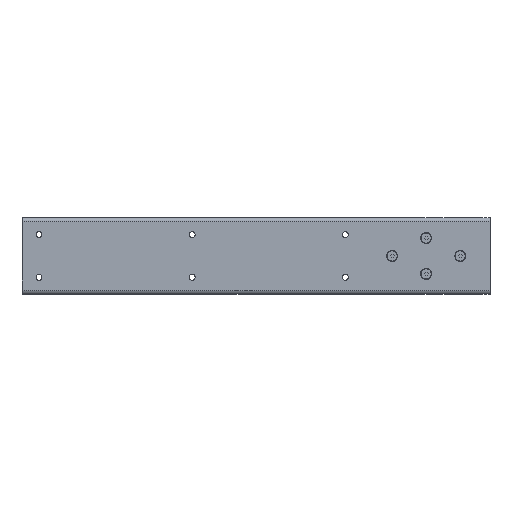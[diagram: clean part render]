
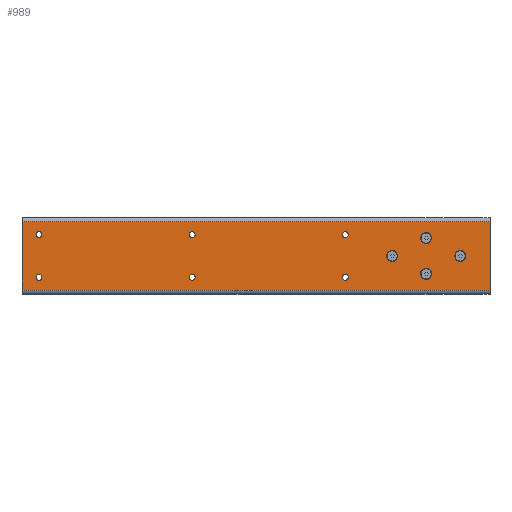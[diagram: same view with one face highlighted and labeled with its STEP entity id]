
A CAD part, top view. The second image highlights one B-rep face of the part: STEP entity #989.
In plain terms, the highlighted planar face has unit normal (0, 0, 1).
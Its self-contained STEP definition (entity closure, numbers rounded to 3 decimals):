
#84=CIRCLE('',#1168,6.5);
#85=CIRCLE('',#1169,6.5);
#86=CIRCLE('',#1170,6.5);
#87=CIRCLE('',#1171,6.5);
#88=CIRCLE('',#1172,3.5);
#89=CIRCLE('',#1173,3.5);
#90=CIRCLE('',#1174,3.5);
#91=CIRCLE('',#1175,3.5);
#92=CIRCLE('',#1176,3.5);
#93=CIRCLE('',#1177,3.5);
#153=ORIENTED_EDGE('',*,*,#415,.F.);
#154=ORIENTED_EDGE('',*,*,#416,.F.);
#155=ORIENTED_EDGE('',*,*,#417,.F.);
#156=ORIENTED_EDGE('',*,*,#418,.F.);
#157=ORIENTED_EDGE('',*,*,#419,.F.);
#158=ORIENTED_EDGE('',*,*,#420,.F.);
#159=ORIENTED_EDGE('',*,*,#421,.F.);
#160=ORIENTED_EDGE('',*,*,#422,.T.);
#161=ORIENTED_EDGE('',*,*,#423,.T.);
#162=ORIENTED_EDGE('',*,*,#424,.F.);
#163=ORIENTED_EDGE('',*,*,#425,.T.);
#164=ORIENTED_EDGE('',*,*,#426,.F.);
#165=ORIENTED_EDGE('',*,*,#427,.F.);
#166=ORIENTED_EDGE('',*,*,#428,.F.);
#415=EDGE_CURVE('',#546,#546,#84,.T.);
#416=EDGE_CURVE('',#547,#547,#85,.T.);
#417=EDGE_CURVE('',#548,#548,#86,.T.);
#418=EDGE_CURVE('',#549,#549,#87,.T.);
#419=EDGE_CURVE('',#550,#550,#88,.T.);
#420=EDGE_CURVE('',#551,#551,#89,.T.);
#421=EDGE_CURVE('',#552,#552,#90,.T.);
#422=EDGE_CURVE('',#553,#554,#633,.T.);
#423=EDGE_CURVE('',#554,#555,#634,.F.);
#424=EDGE_CURVE('',#556,#555,#635,.T.);
#425=EDGE_CURVE('',#556,#553,#636,.T.);
#426=EDGE_CURVE('',#557,#557,#91,.T.);
#427=EDGE_CURVE('',#558,#558,#92,.T.);
#428=EDGE_CURVE('',#559,#559,#93,.T.);
#546=VERTEX_POINT('',#1637);
#547=VERTEX_POINT('',#1639);
#548=VERTEX_POINT('',#1641);
#549=VERTEX_POINT('',#1643);
#550=VERTEX_POINT('',#1645);
#551=VERTEX_POINT('',#1647);
#552=VERTEX_POINT('',#1649);
#553=VERTEX_POINT('',#1651);
#554=VERTEX_POINT('',#1652);
#555=VERTEX_POINT('',#1654);
#556=VERTEX_POINT('',#1656);
#557=VERTEX_POINT('',#1659);
#558=VERTEX_POINT('',#1661);
#559=VERTEX_POINT('',#1663);
#633=LINE('',#1650,#707);
#634=LINE('',#1653,#708);
#635=LINE('',#1655,#709);
#636=LINE('',#1657,#710);
#707=VECTOR('',#1329,1000.);
#708=VECTOR('',#1330,1000.);
#709=VECTOR('',#1331,1000.);
#710=VECTOR('',#1332,1000.);
#782=EDGE_LOOP('',(#153));
#783=EDGE_LOOP('',(#154));
#784=EDGE_LOOP('',(#155));
#785=EDGE_LOOP('',(#156));
#786=EDGE_LOOP('',(#157));
#787=EDGE_LOOP('',(#158));
#788=EDGE_LOOP('',(#159));
#789=EDGE_LOOP('',(#160,#161,#162,#163));
#790=EDGE_LOOP('',(#164));
#791=EDGE_LOOP('',(#165));
#792=EDGE_LOOP('',(#166));
#878=FACE_BOUND('',#782,.T.);
#879=FACE_BOUND('',#783,.T.);
#880=FACE_BOUND('',#784,.T.);
#881=FACE_BOUND('',#785,.T.);
#882=FACE_BOUND('',#786,.T.);
#883=FACE_BOUND('',#787,.T.);
#884=FACE_BOUND('',#788,.T.);
#885=FACE_BOUND('',#789,.T.);
#886=FACE_BOUND('',#790,.T.);
#887=FACE_BOUND('',#791,.T.);
#888=FACE_BOUND('',#792,.T.);
#964=PLANE('',#1167);
#989=ADVANCED_FACE('',(#878,#879,#880,#881,#882,#883,#884,#885,#886,#887,
#888),#964,.F.);
#1167=AXIS2_PLACEMENT_3D('',#1635,#1313,#1314);
#1168=AXIS2_PLACEMENT_3D('',#1636,#1315,#1316);
#1169=AXIS2_PLACEMENT_3D('',#1638,#1317,#1318);
#1170=AXIS2_PLACEMENT_3D('',#1640,#1319,#1320);
#1171=AXIS2_PLACEMENT_3D('',#1642,#1321,#1322);
#1172=AXIS2_PLACEMENT_3D('',#1644,#1323,#1324);
#1173=AXIS2_PLACEMENT_3D('',#1646,#1325,#1326);
#1174=AXIS2_PLACEMENT_3D('',#1648,#1327,#1328);
#1175=AXIS2_PLACEMENT_3D('',#1658,#1333,#1334);
#1176=AXIS2_PLACEMENT_3D('',#1660,#1335,#1336);
#1177=AXIS2_PLACEMENT_3D('',#1662,#1337,#1338);
#1313=DIRECTION('',(0.,0.,-1.));
#1314=DIRECTION('',(-1.,0.,0.));
#1315=DIRECTION('',(0.,0.,1.));
#1316=DIRECTION('',(1.,0.,0.));
#1317=DIRECTION('',(0.,0.,1.));
#1318=DIRECTION('',(1.,0.,0.));
#1319=DIRECTION('',(0.,0.,1.));
#1320=DIRECTION('',(1.,0.,0.));
#1321=DIRECTION('',(0.,0.,1.));
#1322=DIRECTION('',(1.,0.,0.));
#1323=DIRECTION('',(0.,0.,1.));
#1324=DIRECTION('',(0.,-1.,0.));
#1325=DIRECTION('',(0.,0.,1.));
#1326=DIRECTION('',(0.,-1.,0.));
#1327=DIRECTION('',(0.,0.,1.));
#1328=DIRECTION('',(0.,-1.,0.));
#1329=DIRECTION('',(0.,-1.,0.));
#1330=DIRECTION('',(-1.,0.,0.));
#1331=DIRECTION('',(0.,-1.,0.));
#1332=DIRECTION('',(-1.,0.,0.));
#1333=DIRECTION('',(0.,0.,1.));
#1334=DIRECTION('',(0.,-1.,0.));
#1335=DIRECTION('',(0.,0.,1.));
#1336=DIRECTION('',(0.,-1.,0.));
#1337=DIRECTION('',(0.,0.,1.));
#1338=DIRECTION('',(0.,-1.,0.));
#1635=CARTESIAN_POINT('',(275.,45.,0.));
#1636=CARTESIAN_POINT('',(240.,0.,0.));
#1637=CARTESIAN_POINT('',(246.5,0.,0.));
#1638=CARTESIAN_POINT('',(160.,0.,0.));
#1639=CARTESIAN_POINT('',(166.5,0.,0.));
#1640=CARTESIAN_POINT('',(200.,21.,0.));
#1641=CARTESIAN_POINT('',(206.5,21.,0.));
#1642=CARTESIAN_POINT('',(200.,-21.,0.));
#1643=CARTESIAN_POINT('',(206.5,-21.,0.));
#1644=CARTESIAN_POINT('',(-255.,-25.,0.));
#1645=CARTESIAN_POINT('',(-255.,-28.5,0.));
#1646=CARTESIAN_POINT('',(-75.,25.,0.));
#1647=CARTESIAN_POINT('',(-75.,21.5,0.));
#1648=CARTESIAN_POINT('',(105.,-25.,0.));
#1649=CARTESIAN_POINT('',(105.,-28.5,0.));
#1650=CARTESIAN_POINT('',(-275.,45.,0.));
#1651=CARTESIAN_POINT('',(-275.,40.,0.));
#1652=CARTESIAN_POINT('',(-275.,-40.,0.));
#1653=CARTESIAN_POINT('',(275.,-40.,0.));
#1654=CARTESIAN_POINT('',(275.,-40.,0.));
#1655=CARTESIAN_POINT('',(275.,45.,0.));
#1656=CARTESIAN_POINT('',(275.,40.,0.));
#1657=CARTESIAN_POINT('',(275.,40.,0.));
#1658=CARTESIAN_POINT('',(105.,25.,0.));
#1659=CARTESIAN_POINT('',(105.,21.5,0.));
#1660=CARTESIAN_POINT('',(-75.,-25.,0.));
#1661=CARTESIAN_POINT('',(-75.,-28.5,0.));
#1662=CARTESIAN_POINT('',(-255.,25.,0.));
#1663=CARTESIAN_POINT('',(-255.,21.5,0.));
